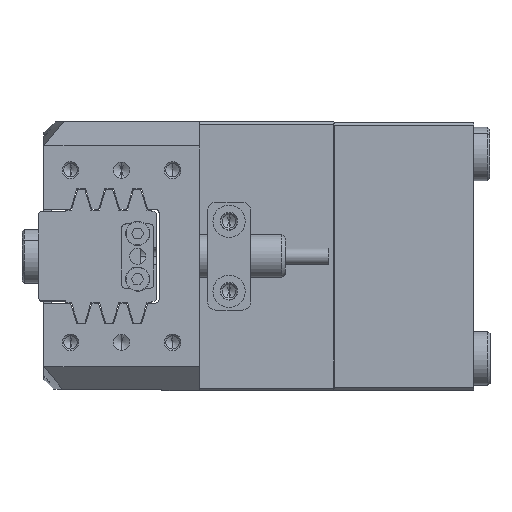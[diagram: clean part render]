
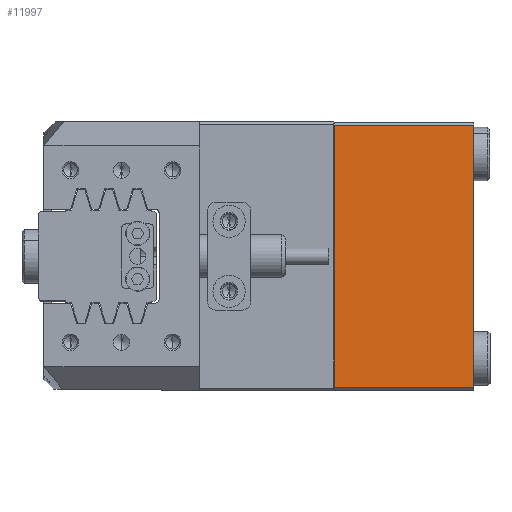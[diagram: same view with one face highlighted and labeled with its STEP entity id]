
A CAD part, left-side view. The second image highlights one B-rep face of the part: STEP entity #11997.
In plain terms, the highlighted planar face has unit normal (-1, 0, 0).
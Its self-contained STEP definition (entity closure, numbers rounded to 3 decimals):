
#523 = VECTOR ( 'NONE', #7948, 1000. ) ;
#2074 = VERTEX_POINT ( 'NONE', #39760 ) ;
#2683 = VERTEX_POINT ( 'NONE', #3826 ) ;
#2965 = CARTESIAN_POINT ( 'NONE',  ( -40.5, -24.4, -26. ) ) ;
#3826 = CARTESIAN_POINT ( 'NONE',  ( -40.5, 24.4, -26. ) ) ;
#4292 = DIRECTION ( 'NONE',  ( 0., 1., 0. ) ) ;
#5572 = LINE ( 'NONE', #23116, #8568 ) ;
#6496 = EDGE_LOOP ( 'NONE', ( #29321, #41235, #12163, #35829 ) ) ;
#7748 = EDGE_CURVE ( 'NONE', #28218, #2683, #5572, .T. ) ;
#7948 = DIRECTION ( 'NONE',  ( 0., 0., -1. ) ) ;
#8568 = VECTOR ( 'NONE', #4292, 1000. ) ;
#8826 = CARTESIAN_POINT ( 'NONE',  ( -40.5, -24.4, 0. ) ) ;
#9240 = DIRECTION ( 'NONE',  ( 0., 0., 1. ) ) ;
#11997 = ADVANCED_FACE ( 'NONE', ( #12274 ), #34084, .F. ) ;
#12163 = ORIENTED_EDGE ( 'NONE', *, *, #7748, .F. ) ;
#12274 = FACE_OUTER_BOUND ( 'NONE', #6496, .T. ) ;
#12341 = CARTESIAN_POINT ( 'NONE',  ( -40.5, 24.9, 0. ) ) ;
#13404 = LINE ( 'NONE', #12341, #14414 ) ;
#14414 = VECTOR ( 'NONE', #38289, 1000. ) ;
#14879 = CARTESIAN_POINT ( 'NONE',  ( -40.5, 24.9, -26. ) ) ;
#18100 = DIRECTION ( 'NONE',  ( 1., 0., 0. ) ) ;
#23116 = CARTESIAN_POINT ( 'NONE',  ( -40.5, 24.9, -26. ) ) ;
#25083 = EDGE_CURVE ( 'NONE', #2074, #2683, #36164, .T. ) ;
#25973 = VECTOR ( 'NONE', #9240, 1000. ) ;
#26540 = VERTEX_POINT ( 'NONE', #8826 ) ;
#27425 = LINE ( 'NONE', #2965, #25973 ) ;
#28218 = VERTEX_POINT ( 'NONE', #38315 ) ;
#29321 = ORIENTED_EDGE ( 'NONE', *, *, #38116, .T. ) ;
#33895 = CARTESIAN_POINT ( 'NONE',  ( -40.5, 24.4, -26. ) ) ;
#34084 = PLANE ( 'NONE',  #36557 ) ;
#35829 = ORIENTED_EDGE ( 'NONE', *, *, #38173, .T. ) ;
#36164 = LINE ( 'NONE', #33895, #523 ) ;
#36557 = AXIS2_PLACEMENT_3D ( 'NONE', #14879, #18100, #40236 ) ;
#38116 = EDGE_CURVE ( 'NONE', #26540, #2074, #13404, .T. ) ;
#38173 = EDGE_CURVE ( 'NONE', #28218, #26540, #27425, .T. ) ;
#38289 = DIRECTION ( 'NONE',  ( 0., 1., 0. ) ) ;
#38315 = CARTESIAN_POINT ( 'NONE',  ( -40.5, -24.4, -26. ) ) ;
#39760 = CARTESIAN_POINT ( 'NONE',  ( -40.5, 24.4, 0. ) ) ;
#40236 = DIRECTION ( 'NONE',  ( 0., 0., -1. ) ) ;
#41235 = ORIENTED_EDGE ( 'NONE', *, *, #25083, .T. ) ;
